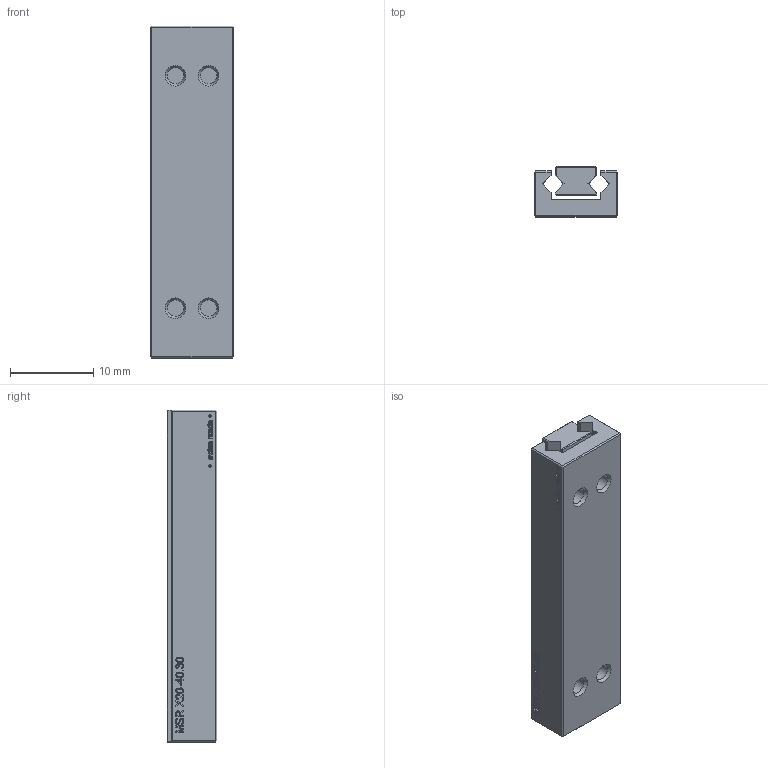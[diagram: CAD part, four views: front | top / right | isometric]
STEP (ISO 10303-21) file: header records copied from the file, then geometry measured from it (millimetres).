
FILE_DESCRIPTION(('FreeCAD Model'),'2;1');
FILE_NAME('MSR X20-40.30.step', '2020-04-07T16:19:03',('Author'),(''), 'Open CASCADE STEP processor 6.8','FreeCAD','Unknown');
FILE_SCHEMA(('AUTOMOTIVE_DESIGN_CC2 { 1 2 10303 214 -1 1 5 4 }'));
Length unit declared in the file: millimetre
Products named in the file (3): ASSEMBLY; TT; DP
Assembly tree (2 placements, depth 2):
  ASSEMBLY
    TT
    DP
Bounding box: 10 x 6 x 40 mm (x, y, z)
Volume: 1819.8 mm3; surface area: 2497.8 mm2
Topology: 2 solids, 2 shells, 630 faces, 1718 edges, 1126 vertices
Faces by surface type: extrusion 338, plane 280, cylinder 8, cone 4
Full cylindrical faces by diameter (mm): 2 x6, 3.4 x2
Entity records: 42535 total; most frequent: CARTESIAN_POINT 10385, DIRECTION 4718, VECTOR 4050, LINE 3712, ORIENTED_EDGE 3436, PCURVE 3436, DEFINITIONAL_REPRESENTATION 3436, B_SPLINE_CURVE_WITH_KNOTS 1728
